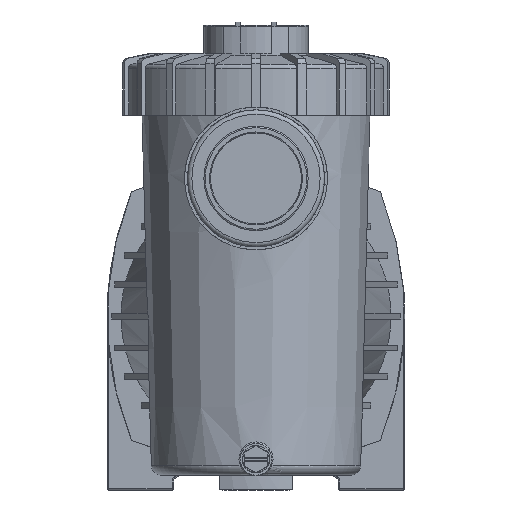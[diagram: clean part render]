
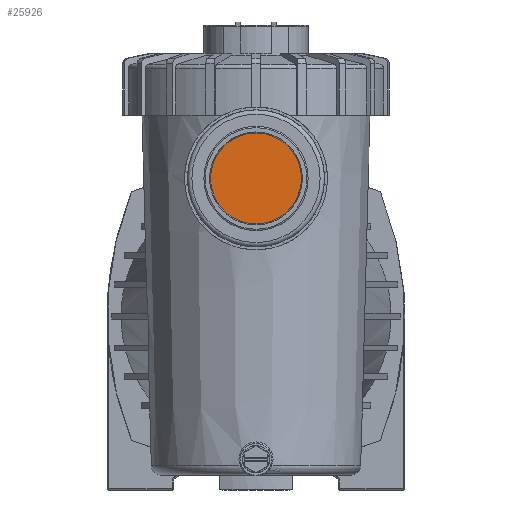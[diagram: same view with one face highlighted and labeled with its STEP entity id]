
A CAD part, front view. The second image highlights one B-rep face of the part: STEP entity #25926.
In plain terms, the highlighted planar face has unit normal (0, -1, 0).
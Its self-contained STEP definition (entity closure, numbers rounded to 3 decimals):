
#4014=PLANE('',#27714);
#9208=ORIENTED_EDGE('',*,*,#12221,.T.);
#12221=EDGE_CURVE('',#14068,#14068,#14916,.T.);
#14068=VERTEX_POINT('',#40158);
#14916=CIRCLE('',#27715,31.5);
#16066=EDGE_LOOP('',(#9208));
#17246=FACE_BOUND('',#16066,.T.);
#25926=ADVANCED_FACE('',(#17246),#4014,.T.);
#27714=AXIS2_PLACEMENT_3D('',#40156,#32611,#32612);
#27715=AXIS2_PLACEMENT_3D('',#40157,#32613,#32614);
#32611=DIRECTION('',(0.,-1.,0.));
#32612=DIRECTION('',(0.,0.,1.));
#32613=DIRECTION('',(0.,-1.,0.));
#32614=DIRECTION('',(0.,0.,1.));
#40156=CARTESIAN_POINT('',(-0.002,-336.4,95.501));
#40157=CARTESIAN_POINT('',(-0.002,-336.4,95.501));
#40158=CARTESIAN_POINT('',(-0.002,-336.4,127.001));
